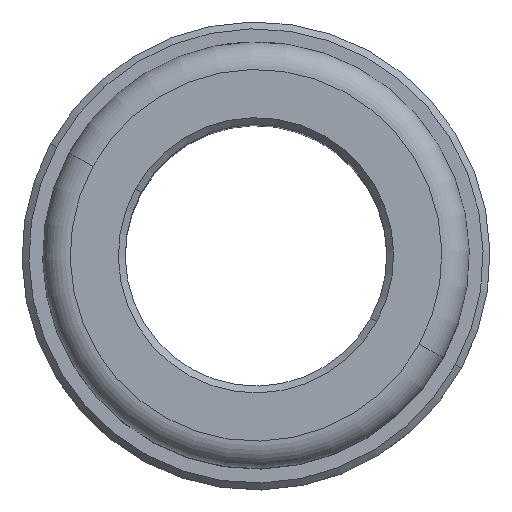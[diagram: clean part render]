
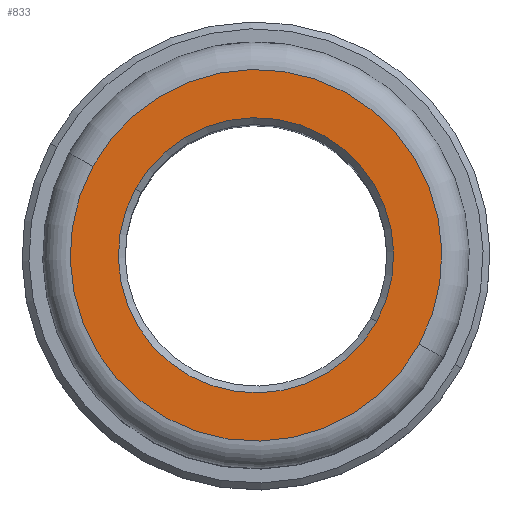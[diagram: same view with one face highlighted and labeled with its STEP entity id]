
A CAD part, top view. The second image highlights one B-rep face of the part: STEP entity #833.
In plain terms, the highlighted planar face has unit normal (0, 0, 1).
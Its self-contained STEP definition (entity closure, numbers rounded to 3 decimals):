
#762=CARTESIAN_POINT('Vertex',(11.847,-6.472,32.)) ;
#765=CARTESIAN_POINT('Axis2P3D Location',(0.,0.,32.)) ;
#769=CARTESIAN_POINT('Vertex',(-11.847,6.472,32.)) ;
#789=CARTESIAN_POINT('Axis2P3D Location',(0.,0.,32.)) ;
#806=CARTESIAN_POINT('Axis2P3D Location',(-9.5,0.,32.)) ;
#815=CARTESIAN_POINT('Axis2P3D Location',(0.,0.,32.)) ;
#819=CARTESIAN_POINT('Vertex',(-8.776,4.794,32.)) ;
#821=CARTESIAN_POINT('Vertex',(8.776,-4.794,32.)) ;
#824=CARTESIAN_POINT('Axis2P3D Location',(0.,0.,32.)) ;
#766=DIRECTION('Axis2P3D Direction',(0.,0.,-1.)) ;
#790=DIRECTION('Axis2P3D Direction',(-0.,0.,-1.)) ;
#807=DIRECTION('Axis2P3D Direction',(0.,0.,-1.)) ;
#808=DIRECTION('Axis2P3D XDirection',(1.,0.,0.)) ;
#816=DIRECTION('Axis2P3D Direction',(0.,0.,-1.)) ;
#825=DIRECTION('Axis2P3D Direction',(0.,0.,-1.)) ;
#767=AXIS2_PLACEMENT_3D('Circle Axis2P3D',#765,#766,$) ;
#791=AXIS2_PLACEMENT_3D('Circle Axis2P3D',#789,#790,$) ;
#809=AXIS2_PLACEMENT_3D('Plane Axis2P3D',#806,#807,#808) ;
#817=AXIS2_PLACEMENT_3D('Circle Axis2P3D',#815,#816,$) ;
#826=AXIS2_PLACEMENT_3D('Circle Axis2P3D',#824,#825,$) ;
#812=ORIENTED_EDGE('',*,*,#793,.F.) ;
#813=ORIENTED_EDGE('',*,*,#771,.F.) ;
#830=ORIENTED_EDGE('',*,*,#823,.T.) ;
#831=ORIENTED_EDGE('',*,*,#828,.T.) ;
#832=FACE_BOUND('',#829,.T.) ;
#833=ADVANCED_FACE('PartBody',(#814,#832),#810,.F.) ;
#768=CIRCLE('generated circle',#767,13.5) ;
#792=CIRCLE('generated circle',#791,13.5) ;
#818=CIRCLE('generated circle',#817,10.) ;
#827=CIRCLE('generated circle',#826,10.) ;
#771=EDGE_CURVE('',#763,#770,#768,.T.) ;
#793=EDGE_CURVE('',#770,#763,#792,.T.) ;
#823=EDGE_CURVE('',#820,#822,#818,.T.) ;
#828=EDGE_CURVE('',#822,#820,#827,.T.) ;
#811=EDGE_LOOP('',(#812,#813)) ;
#829=EDGE_LOOP('',(#830,#831)) ;
#814=FACE_OUTER_BOUND('',#811,.T.) ;
#810=PLANE('Plane',#809) ;
#763=VERTEX_POINT('',#762) ;
#770=VERTEX_POINT('',#769) ;
#820=VERTEX_POINT('',#819) ;
#822=VERTEX_POINT('',#821) ;
